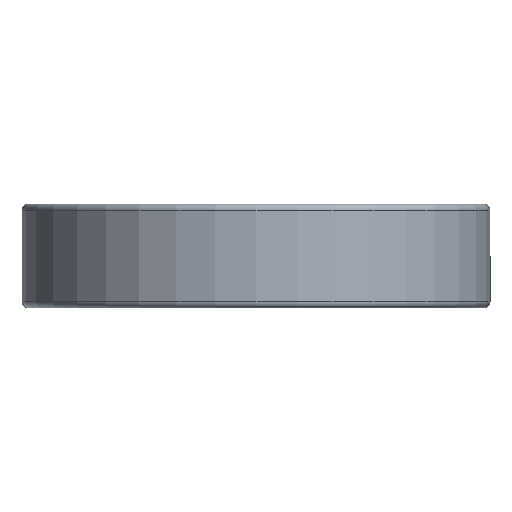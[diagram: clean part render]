
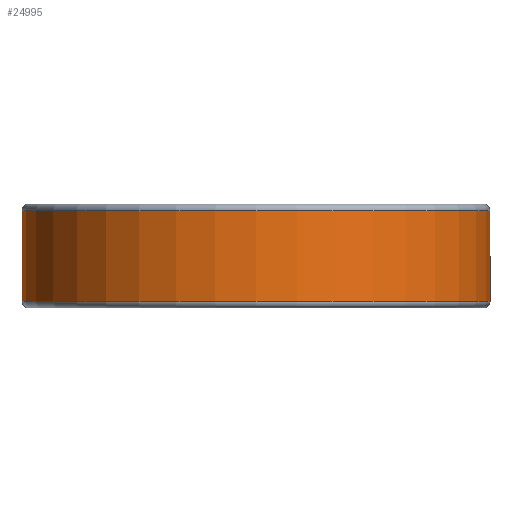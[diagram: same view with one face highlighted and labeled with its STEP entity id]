
A CAD part, front view. The second image highlights one B-rep face of the part: STEP entity #24995.
In plain terms, the highlighted cylindrical face has radius 14.287 mm (diameter 28.575 mm), a partial arc.
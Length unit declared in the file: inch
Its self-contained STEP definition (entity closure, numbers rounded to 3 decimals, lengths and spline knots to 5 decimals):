
#287 = VERTEX_POINT ( 'NONE', #9876 ) ;
#1067 = LINE ( 'NONE', #7661, #7091 ) ;
#1478 = CARTESIAN_POINT ( 'NONE',  ( 0.5625, 0., 0.125 ) ) ;
#2971 = CIRCLE ( 'NONE', #16086, 0.5625 ) ;
#3514 = AXIS2_PLACEMENT_3D ( 'NONE', #11887, #3933, #23679 ) ;
#3517 = DIRECTION ( 'NONE',  ( 0., 0., 1. ) ) ;
#3933 = DIRECTION ( 'NONE',  ( 0., 0., 1. ) ) ;
#3969 = AXIS2_PLACEMENT_3D ( 'NONE', #17708, #19557, #11789 ) ;
#4256 = EDGE_CURVE ( 'NONE', #287, #13584, #22388, .T. ) ;
#5395 = DIRECTION ( 'NONE',  ( 1., 0., 0. ) ) ;
#6446 = VERTEX_POINT ( 'NONE', #16970 ) ;
#7091 = VECTOR ( 'NONE', #15951, 39.37008 ) ;
#7661 = CARTESIAN_POINT ( 'NONE',  ( -0.5625, 0., 0.125 ) ) ;
#8496 = CARTESIAN_POINT ( 'NONE',  ( 0.5625, 0., 0.1093 ) ) ;
#8537 = FACE_OUTER_BOUND ( 'NONE', #18780, .T. ) ;
#9189 = EDGE_CURVE ( 'NONE', #6446, #287, #24469, .T. ) ;
#9876 = CARTESIAN_POINT ( 'NONE',  ( 0.5625, 0., -0.1093 ) ) ;
#11706 = EDGE_CURVE ( 'NONE', #6446, #25463, #1067, .T. ) ;
#11789 = DIRECTION ( 'NONE',  ( 1., 0., 0. ) ) ;
#11887 = CARTESIAN_POINT ( 'NONE',  ( 0., 0., 0.125 ) ) ;
#12757 = ORIENTED_EDGE ( 'NONE', *, *, #18635, .F. ) ;
#13584 = VERTEX_POINT ( 'NONE', #8496 ) ;
#15063 = ORIENTED_EDGE ( 'NONE', *, *, #9189, .T. ) ;
#15452 = CARTESIAN_POINT ( 'NONE',  ( 0., 0., 0.1093 ) ) ;
#15650 = CARTESIAN_POINT ( 'NONE',  ( -0.5625, 0., 0.1093 ) ) ;
#15951 = DIRECTION ( 'NONE',  ( 0., 0., 1. ) ) ;
#16086 = AXIS2_PLACEMENT_3D ( 'NONE', #15452, #17499, #5395 ) ;
#16970 = CARTESIAN_POINT ( 'NONE',  ( -0.5625, 0., -0.1093 ) ) ;
#17499 = DIRECTION ( 'NONE',  ( 0., 0., 1. ) ) ;
#17708 = CARTESIAN_POINT ( 'NONE',  ( 0., 0., -0.1093 ) ) ;
#18635 = EDGE_CURVE ( 'NONE', #25463, #13584, #2971, .T. ) ;
#18780 = EDGE_LOOP ( 'NONE', ( #21593, #15063, #19160, #12757 ) ) ;
#19160 = ORIENTED_EDGE ( 'NONE', *, *, #4256, .T. ) ;
#19557 = DIRECTION ( 'NONE',  ( 0., 0., 1. ) ) ;
#20222 = VECTOR ( 'NONE', #3517, 39.37008 ) ;
#21593 = ORIENTED_EDGE ( 'NONE', *, *, #11706, .F. ) ;
#22073 = CYLINDRICAL_SURFACE ( 'NONE', #3514, 0.5625 ) ;
#22388 = LINE ( 'NONE', #1478, #20222 ) ;
#23679 = DIRECTION ( 'NONE',  ( 1., 0., 0. ) ) ;
#24469 = CIRCLE ( 'NONE', #3969, 0.5625 ) ;
#24995 = ADVANCED_FACE ( 'NONE', ( #8537 ), #22073, .T. ) ;
#25463 = VERTEX_POINT ( 'NONE', #15650 ) ;
